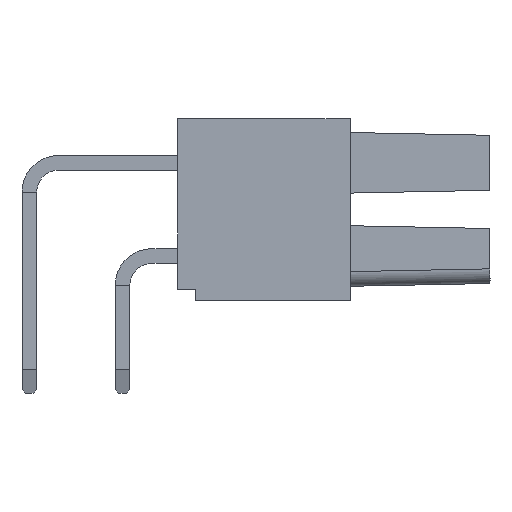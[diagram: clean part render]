
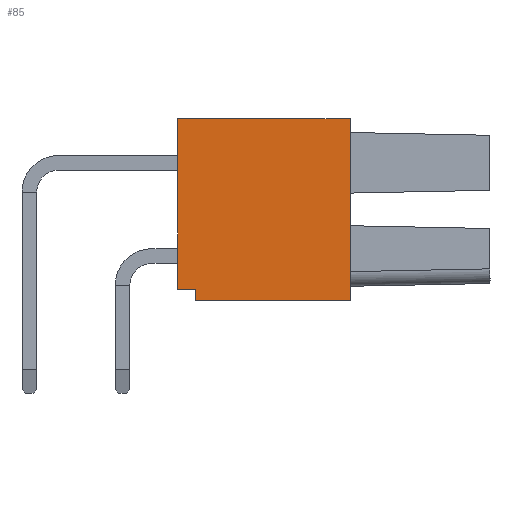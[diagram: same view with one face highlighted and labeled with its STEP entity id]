
A CAD part, left-side view. The second image highlights one B-rep face of the part: STEP entity #85.
In plain terms, the highlighted planar face has unit normal (-1, 0, 0).
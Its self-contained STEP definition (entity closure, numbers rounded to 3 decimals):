
#30=CARTESIAN_POINT('',(-19.24,-2.35,0.));
#31=DIRECTION('',(0.,0.,-1.));
#32=DIRECTION('',(-1.,-0.,-0.));
#33=AXIS2_PLACEMENT_3D('',#30,#32,#31);
#34=PLANE('',#33);
#35=CARTESIAN_POINT('',(-19.24,0.,2.475));
#36=VERTEX_POINT('',#35);
#37=CARTESIAN_POINT('',(-19.24,0.,-2.175));
#38=VERTEX_POINT('',#37);
#39=CARTESIAN_POINT('',(-19.24,0.,2.475));
#40=DIRECTION('',(0.,0.,-1.));
#41=VECTOR('',#40,4.65);
#42=LINE('',#39,#41);
#43=EDGE_CURVE('',#36,#38,#42,.T.);
#44=ORIENTED_EDGE('',*,*,#43,.T.);
#45=CARTESIAN_POINT('',(-19.24,-0.5,-2.175));
#46=VERTEX_POINT('',#45);
#47=CARTESIAN_POINT('',(-19.24,0.,-2.175));
#48=DIRECTION('',(0.,-1.,0.));
#49=VECTOR('',#48,0.5);
#50=LINE('',#47,#49);
#51=EDGE_CURVE('',#38,#46,#50,.T.);
#52=ORIENTED_EDGE('',*,*,#51,.T.);
#53=CARTESIAN_POINT('',(-19.24,-0.5,-2.475));
#54=VERTEX_POINT('',#53);
#55=CARTESIAN_POINT('',(-19.24,-0.5,-2.175));
#56=DIRECTION('',(0.,0.,-1.));
#57=VECTOR('',#56,0.3);
#58=LINE('',#55,#57);
#59=EDGE_CURVE('',#46,#54,#58,.T.);
#60=ORIENTED_EDGE('',*,*,#59,.T.);
#61=CARTESIAN_POINT('',(-19.24,-4.7,-2.475));
#62=VERTEX_POINT('',#61);
#63=CARTESIAN_POINT('',(-19.24,-0.5,-2.475));
#64=DIRECTION('',(0.,-1.,0.));
#65=VECTOR('',#64,4.2);
#66=LINE('',#63,#65);
#67=EDGE_CURVE('',#54,#62,#66,.T.);
#68=ORIENTED_EDGE('',*,*,#67,.T.);
#69=CARTESIAN_POINT('',(-19.24,-4.7,2.475));
#70=VERTEX_POINT('',#69);
#71=CARTESIAN_POINT('',(-19.24,-4.7,-2.475));
#72=DIRECTION('',(0.,0.,1.));
#73=VECTOR('',#72,4.95);
#74=LINE('',#71,#73);
#75=EDGE_CURVE('',#62,#70,#74,.T.);
#76=ORIENTED_EDGE('',*,*,#75,.T.);
#77=CARTESIAN_POINT('',(-19.24,-4.7,2.475));
#78=DIRECTION('',(0.,1.,0.));
#79=VECTOR('',#78,4.7);
#80=LINE('',#77,#79);
#81=EDGE_CURVE('',#70,#36,#80,.T.);
#82=ORIENTED_EDGE('',*,*,#81,.T.);
#83=EDGE_LOOP('',(#44,#52,#60,#68,#76,#82));
#84=FACE_OUTER_BOUND('',#83,.T.);
#85=ADVANCED_FACE('',(#84),#34,.T.);
